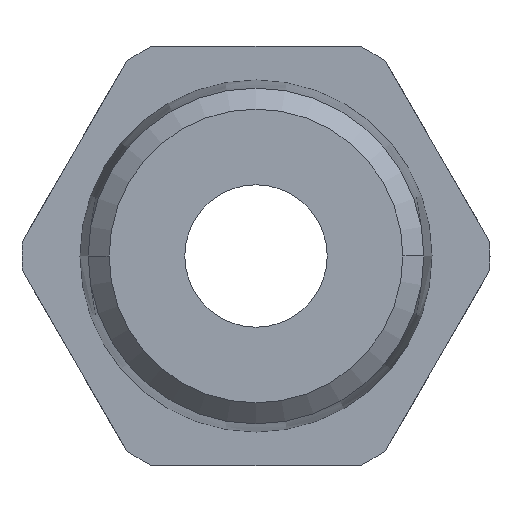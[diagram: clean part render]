
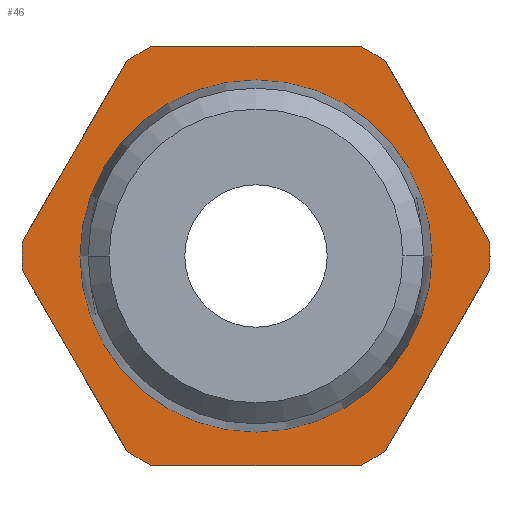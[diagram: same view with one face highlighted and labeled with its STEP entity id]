
A CAD part, front view. The second image highlights one B-rep face of the part: STEP entity #46.
In plain terms, the highlighted planar face has unit normal (0, -1, 0).
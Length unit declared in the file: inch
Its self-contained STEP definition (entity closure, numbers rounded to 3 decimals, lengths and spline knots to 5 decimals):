
#44 = LINE ( 'NONE', #921, #1809 ) ;
#46 = ADVANCED_FACE ( 'NONE', ( #1870, #308 ), #1078, .T. ) ;
#48 = EDGE_CURVE ( 'NONE', #1241, #284, #956, .T. ) ;
#52 = DIRECTION ( 'NONE',  ( 0., 1., 0. ) ) ;
#55 = CIRCLE ( 'NONE', #1415, 0.45276 ) ;
#56 = EDGE_CURVE ( 'NONE', #1241, #1104, #44, .T. ) ;
#65 = DIRECTION ( 'NONE',  ( -1., 0., 0. ) ) ;
#88 = DIRECTION ( 'NONE',  ( -1., 0., 0. ) ) ;
#125 = CARTESIAN_POINT ( 'NONE',  ( 0., 0.54331, 0. ) ) ;
#155 = EDGE_LOOP ( 'NONE', ( #1079, #632, #1317, #1679, #506, #2051, #255, #1220, #1398, #1987, #1354, #2124, #2207 ) ) ;
#173 = CIRCLE ( 'NONE', #1947, 0.45276 ) ;
#175 = VERTEX_POINT ( 'NONE', #1791 ) ;
#176 = EDGE_CURVE ( 'NONE', #346, #2187, #626, .T. ) ;
#184 = LINE ( 'NONE', #1278, #1760 ) ;
#192 = CIRCLE ( 'NONE', #2151, 0.45276 ) ;
#204 = CARTESIAN_POINT ( 'NONE',  ( 0., 0.54331, 0. ) ) ;
#216 = EDGE_CURVE ( 'NONE', #1719, #763, #224, .T. ) ;
#224 = LINE ( 'NONE', #1462, #1387 ) ;
#255 = ORIENTED_EDGE ( 'NONE', *, *, #320, .T. ) ;
#282 = EDGE_CURVE ( 'NONE', #175, #574, #184, .T. ) ;
#284 = VERTEX_POINT ( 'NONE', #451 ) ;
#294 = EDGE_CURVE ( 'NONE', #1719, #2024, #173, .T. ) ;
#300 = DIRECTION ( 'NONE',  ( -1., 0., 0. ) ) ;
#308 = FACE_OUTER_BOUND ( 'NONE', #155, .T. ) ;
#315 = DIRECTION ( 'NONE',  ( 0., 1., 0. ) ) ;
#320 = EDGE_CURVE ( 'NONE', #1589, #1535, #2068, .T. ) ;
#346 = VERTEX_POINT ( 'NONE', #2172 ) ;
#352 = CARTESIAN_POINT ( 'NONE',  ( -0.45187, 0.54331, 0.02837 ) ) ;
#357 = EDGE_CURVE ( 'NONE', #787, #519, #1234, .T. ) ;
#368 = CARTESIAN_POINT ( 'NONE',  ( 0.45187, 0.54331, -0.02837 ) ) ;
#383 = DIRECTION ( 'NONE',  ( -1., 0., 0. ) ) ;
#409 = DIRECTION ( 'NONE',  ( 0., -1., 0. ) ) ;
#421 = AXIS2_PLACEMENT_3D ( 'NONE', #2138, #1106, #88 ) ;
#441 = DIRECTION ( 'NONE',  ( 1., 0., 0. ) ) ;
#451 = CARTESIAN_POINT ( 'NONE',  ( -0.20137, 0.54331, 0.40551 ) ) ;
#457 = CARTESIAN_POINT ( 'NONE',  ( 0., 0.54331, 0. ) ) ;
#460 = CIRCLE ( 'NONE', #587, 0.45276 ) ;
#506 = ORIENTED_EDGE ( 'NONE', *, *, #282, .T. ) ;
#519 = VERTEX_POINT ( 'NONE', #1031 ) ;
#539 = CARTESIAN_POINT ( 'NONE',  ( 0.20137, 0.54331, 0.40551 ) ) ;
#563 = VECTOR ( 'NONE', #1478, 39.37008 ) ;
#574 = VERTEX_POINT ( 'NONE', #368 ) ;
#587 = AXIS2_PLACEMENT_3D ( 'NONE', #768, #1965, #944 ) ;
#601 = DIRECTION ( 'NONE',  ( -1., 0., 0. ) ) ;
#602 = EDGE_CURVE ( 'NONE', #346, #2024, #1420, .T. ) ;
#619 = DIRECTION ( 'NONE',  ( 0.5, 0., 0.866 ) ) ;
#626 = CIRCLE ( 'NONE', #421, 0.45276 ) ;
#631 = DIRECTION ( 'NONE',  ( -1., 0., 0. ) ) ;
#632 = ORIENTED_EDGE ( 'NONE', *, *, #294, .F. ) ;
#669 = EDGE_CURVE ( 'NONE', #1264, #1535, #55, .T. ) ;
#700 = ORIENTED_EDGE ( 'NONE', *, *, #1871, .F. ) ;
#741 = EDGE_CURVE ( 'NONE', #1264, #284, #1767, .T. ) ;
#757 = AXIS2_PLACEMENT_3D ( 'NONE', #1251, #409, #1598 ) ;
#763 = VERTEX_POINT ( 'NONE', #2144 ) ;
#768 = CARTESIAN_POINT ( 'NONE',  ( 0., 0.54331, 0. ) ) ;
#787 = VERTEX_POINT ( 'NONE', #1625 ) ;
#812 = CARTESIAN_POINT ( 'NONE',  ( 0., 0.54331, 0. ) ) ;
#813 = VECTOR ( 'NONE', #601, 39.37008 ) ;
#823 = ORIENTED_EDGE ( 'NONE', *, *, #357, .F. ) ;
#882 = AXIS2_PLACEMENT_3D ( 'NONE', #2114, #1085, #65 ) ;
#905 = EDGE_CURVE ( 'NONE', #2187, #1104, #192, .T. ) ;
#921 = CARTESIAN_POINT ( 'NONE',  ( -0.2505, 0.54331, 0.37714 ) ) ;
#944 = DIRECTION ( 'NONE',  ( -1., 0., 0. ) ) ;
#956 = CIRCLE ( 'NONE', #882, 0.45276 ) ;
#969 = CARTESIAN_POINT ( 'NONE',  ( -0.20137, 0.54331, -0.40551 ) ) ;
#985 = DIRECTION ( 'NONE',  ( -1., 0., 0. ) ) ;
#1022 = VECTOR ( 'NONE', #2075, 39.37008 ) ;
#1031 = CARTESIAN_POINT ( 'NONE',  ( 0.34055, 0.54331, 0. ) ) ;
#1058 = CARTESIAN_POINT ( 'NONE',  ( -0.2505, 0.54331, -0.37714 ) ) ;
#1072 = CARTESIAN_POINT ( 'NONE',  ( 0., 0.54331, 0. ) ) ;
#1078 = PLANE ( 'NONE',  #757 ) ;
#1079 = ORIENTED_EDGE ( 'NONE', *, *, #602, .T. ) ;
#1085 = DIRECTION ( 'NONE',  ( 0., 1., 0. ) ) ;
#1104 = VERTEX_POINT ( 'NONE', #352 ) ;
#1106 = DIRECTION ( 'NONE',  ( 0., 1., 0. ) ) ;
#1220 = ORIENTED_EDGE ( 'NONE', *, *, #669, .F. ) ;
#1234 = CIRCLE ( 'NONE', #1722, 0.34055 ) ;
#1241 = VERTEX_POINT ( 'NONE', #1380 ) ;
#1248 = DIRECTION ( 'NONE',  ( -1., 0., 0. ) ) ;
#1251 = CARTESIAN_POINT ( 'NONE',  ( -0.39665, 0.54331, 0. ) ) ;
#1264 = VERTEX_POINT ( 'NONE', #539 ) ;
#1278 = CARTESIAN_POINT ( 'NONE',  ( 0.2505, 0.54331, -0.37714 ) ) ;
#1301 = CARTESIAN_POINT ( 'NONE',  ( 0.45187, 0.54331, 0.02837 ) ) ;
#1314 = DIRECTION ( 'NONE',  ( 0., -1., 0. ) ) ;
#1315 = AXIS2_PLACEMENT_3D ( 'NONE', #125, #1314, #300 ) ;
#1317 = ORIENTED_EDGE ( 'NONE', *, *, #216, .T. ) ;
#1327 = CARTESIAN_POINT ( 'NONE',  ( 0., 0.54331, 0. ) ) ;
#1354 = ORIENTED_EDGE ( 'NONE', *, *, #56, .T. ) ;
#1380 = CARTESIAN_POINT ( 'NONE',  ( -0.2505, 0.54331, 0.37714 ) ) ;
#1387 = VECTOR ( 'NONE', #441, 39.37008 ) ;
#1395 = DIRECTION ( 'NONE',  ( 0., 1., 0. ) ) ;
#1398 = ORIENTED_EDGE ( 'NONE', *, *, #741, .T. ) ;
#1406 = EDGE_CURVE ( 'NONE', #175, #763, #1633, .T. ) ;
#1415 = AXIS2_PLACEMENT_3D ( 'NONE', #204, #1395, #383 ) ;
#1420 = LINE ( 'NONE', #1900, #1022 ) ;
#1453 = CARTESIAN_POINT ( 'NONE',  ( -0.39665, 0.54331, 0.40551 ) ) ;
#1462 = CARTESIAN_POINT ( 'NONE',  ( -0.39665, 0.54331, -0.40551 ) ) ;
#1478 = DIRECTION ( 'NONE',  ( -0.5, 0., 0.866 ) ) ;
#1502 = DIRECTION ( 'NONE',  ( -1., 0., 0. ) ) ;
#1535 = VERTEX_POINT ( 'NONE', #1605 ) ;
#1567 = EDGE_CURVE ( 'NONE', #1589, #574, #460, .T. ) ;
#1589 = VERTEX_POINT ( 'NONE', #2149 ) ;
#1598 = DIRECTION ( 'NONE',  ( 1., 0., 0. ) ) ;
#1605 = CARTESIAN_POINT ( 'NONE',  ( 0.2505, 0.54331, 0.37714 ) ) ;
#1625 = CARTESIAN_POINT ( 'NONE',  ( -0.34055, 0.54331, 0. ) ) ;
#1633 = CIRCLE ( 'NONE', #1959, 0.45276 ) ;
#1650 = EDGE_LOOP ( 'NONE', ( #823, #700 ) ) ;
#1654 = DIRECTION ( 'NONE',  ( 0., 1., 0. ) ) ;
#1679 = ORIENTED_EDGE ( 'NONE', *, *, #1406, .F. ) ;
#1719 = VERTEX_POINT ( 'NONE', #969 ) ;
#1722 = AXIS2_PLACEMENT_3D ( 'NONE', #812, #2007, #985 ) ;
#1760 = VECTOR ( 'NONE', #619, 39.37008 ) ;
#1767 = LINE ( 'NONE', #1453, #813 ) ;
#1770 = DIRECTION ( 'NONE',  ( -0.5, 0., -0.866 ) ) ;
#1791 = CARTESIAN_POINT ( 'NONE',  ( 0.2505, 0.54331, -0.37714 ) ) ;
#1809 = VECTOR ( 'NONE', #1770, 39.37008 ) ;
#1870 = FACE_BOUND ( 'NONE', #1650, .T. ) ;
#1871 = EDGE_CURVE ( 'NONE', #519, #787, #2013, .T. ) ;
#1900 = CARTESIAN_POINT ( 'NONE',  ( -0.45187, 0.54331, -0.02837 ) ) ;
#1947 = AXIS2_PLACEMENT_3D ( 'NONE', #457, #1654, #631 ) ;
#1959 = AXIS2_PLACEMENT_3D ( 'NONE', #1072, #52, #1248 ) ;
#1965 = DIRECTION ( 'NONE',  ( 0., 1., 0. ) ) ;
#1987 = ORIENTED_EDGE ( 'NONE', *, *, #48, .F. ) ;
#2007 = DIRECTION ( 'NONE',  ( 0., -1., 0. ) ) ;
#2013 = CIRCLE ( 'NONE', #1315, 0.34055 ) ;
#2024 = VERTEX_POINT ( 'NONE', #1058 ) ;
#2051 = ORIENTED_EDGE ( 'NONE', *, *, #1567, .F. ) ;
#2068 = LINE ( 'NONE', #1301, #563 ) ;
#2075 = DIRECTION ( 'NONE',  ( 0.5, 0., -0.866 ) ) ;
#2114 = CARTESIAN_POINT ( 'NONE',  ( 0., 0.54331, 0. ) ) ;
#2124 = ORIENTED_EDGE ( 'NONE', *, *, #905, .F. ) ;
#2131 = CARTESIAN_POINT ( 'NONE',  ( -0.45276, 0.54331, 0. ) ) ;
#2138 = CARTESIAN_POINT ( 'NONE',  ( 0., 0.54331, 0. ) ) ;
#2144 = CARTESIAN_POINT ( 'NONE',  ( 0.20137, 0.54331, -0.40551 ) ) ;
#2149 = CARTESIAN_POINT ( 'NONE',  ( 0.45187, 0.54331, 0.02837 ) ) ;
#2151 = AXIS2_PLACEMENT_3D ( 'NONE', #1327, #315, #1502 ) ;
#2172 = CARTESIAN_POINT ( 'NONE',  ( -0.45187, 0.54331, -0.02837 ) ) ;
#2187 = VERTEX_POINT ( 'NONE', #2131 ) ;
#2207 = ORIENTED_EDGE ( 'NONE', *, *, #176, .F. ) ;
